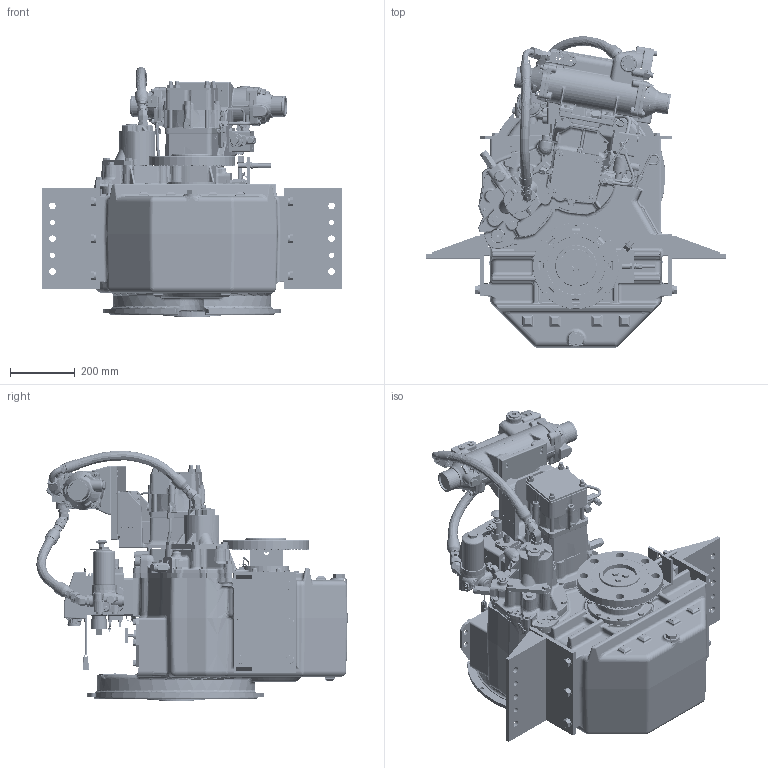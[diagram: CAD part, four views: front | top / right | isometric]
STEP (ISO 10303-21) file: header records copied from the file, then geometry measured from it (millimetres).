
FILE_DESCRIPTION (( 'STEP AP214' ), '1' );
FILE_NAME ('PX13298J.STEP', '2018-10-17T09:00:08', ( '' ), ( '' ), 'SwSTEP 2.0', 'SolidWorks 2015', '' );
FILE_SCHEMA (( 'AUTOMOTIVE_DESIGN' ));
Length unit declared in the file: millimetre
Products named in the file (1): PX13298J
Bounding box: 927.1 x 963.25 x 774.14 mm (x, y, z)
Surface area: 4863619.3 mm2 (no closed solid volume)
Topology: 0 solids, 1267 shells, 8139 faces, 34658 edges, 26740 vertices
Faces by surface type: plane 3414, cylinder 2295, bspline 1505, cone 518, torus 258, sphere 149
Full cylindrical faces by diameter (mm): 1.143 x26, 1.5 x1, 1.68 x1, 2.083 x11, 2.527 x1, 2.54 x5, 2.794 x2, 2.896 x1, 3 x1, 3.048 x1, 3.81 x23, 4.2 x3, 4.215 x1, 4.4 x1, 4.75 x1, 5.131 x1, 5.7 x1, 6 x1, 6.35 x6, 6.75 x6, 7.506 x2, 7.749 x1, 7.88 x1, 7.937 x3, 7.938 x18, 8 x2, 8.255 x3, 8.5 x2, 8.8 x6, 9 x1
Entity records: 583643 total; most frequent: CARTESIAN_POINT 243771, ORIENTED_EDGE 45844, DIRECTION 45655, EDGE_CURVE 33617, VERTEX_POINT 26517, AXIS2_PLACEMENT_3D 16032, VECTOR 13591, LINE 13591
